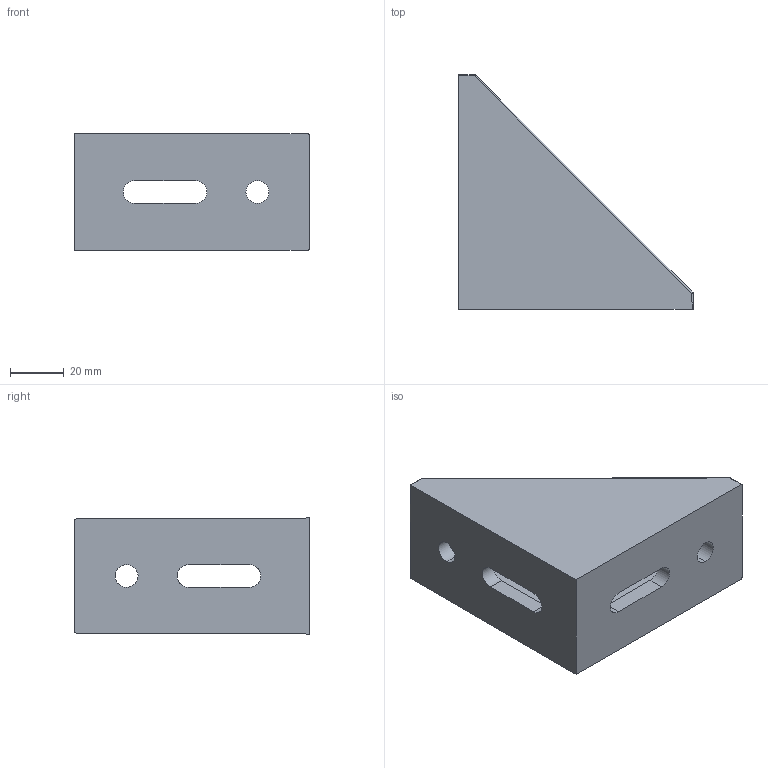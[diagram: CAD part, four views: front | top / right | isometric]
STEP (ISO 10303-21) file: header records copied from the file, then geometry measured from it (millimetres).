
FILE_DESCRIPTION(('STEP AP203'),'2;1');
FILE_NAME('30.054.01.stp','2011-03-21T16:20:54',(''),(''),'2009.3.110','THINKDESIGN','');
FILE_SCHEMA(('CONFIG_CONTROL_DESIGN'));
Length unit declared in the file: millimetre
Bounding box: 87 x 87 x 43 mm (x, y, z)
Volume: 70115.6 mm3; surface area: 29300.1 mm2
Topology: 1 solids, 1 shells, 63 faces, 151 edges, 84 vertices
Faces by surface type: cylinder 27, bspline 20, plane 16
Entity records: 2136 total; most frequent: CARTESIAN_POINT 728, ORIENTED_EDGE 290, DIRECTION 259, EDGE_CURVE 145, AXIS2_PLACEMENT_3D 97, VERTEX_POINT 84, EDGE_LOOP 71, VECTOR 65
